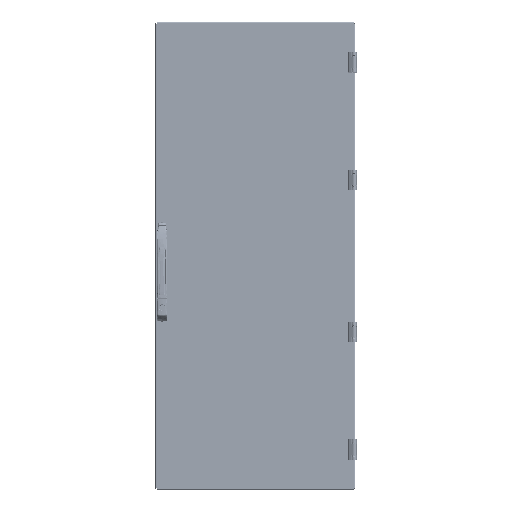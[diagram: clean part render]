
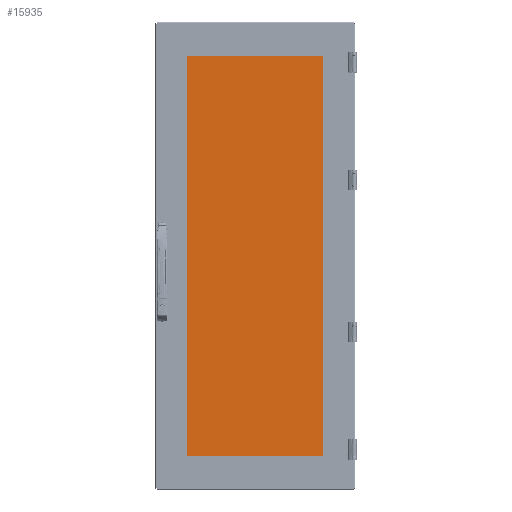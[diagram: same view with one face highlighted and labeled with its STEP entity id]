
A CAD part, top view. The second image highlights one B-rep face of the part: STEP entity #15935.
In plain terms, the highlighted planar face has unit normal (0, 0, 1).
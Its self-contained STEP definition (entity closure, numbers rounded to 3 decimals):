
#77 = ORIENTED_EDGE ( 'NONE', *, *, #77493, .T. ) ;
#1371 = ORIENTED_EDGE ( 'NONE', *, *, #64113, .T. ) ;
#3552 = EDGE_CURVE ( 'NONE', #73417, #22406, #51828, .T. ) ;
#6726 = CARTESIAN_POINT ( 'NONE',  ( 0., 0., 4. ) ) ;
#8629 = DIRECTION ( 'NONE',  ( 1., 0., 0. ) ) ;
#10121 = LINE ( 'NONE', #85524, #45070 ) ;
#11574 = ORIENTED_EDGE ( 'NONE', *, *, #76748, .T. ) ;
#15844 = LINE ( 'NONE', #35704, #18633 ) ;
#15935 = ADVANCED_FACE ( 'NONE', ( #48709 ), #41470, .F. ) ;
#18633 = VECTOR ( 'NONE', #8629, 1000. ) ;
#22406 = VERTEX_POINT ( 'NONE', #42983 ) ;
#24251 = CARTESIAN_POINT ( 'NONE',  ( 223.25, -611.05, 4. ) ) ;
#24291 = CARTESIAN_POINT ( 'NONE',  ( -223.25, 611.05, 4. ) ) ;
#30902 = DIRECTION ( 'NONE',  ( 0., -1., 0. ) ) ;
#34257 = DIRECTION ( 'NONE',  ( -1., 0., 0. ) ) ;
#35704 = CARTESIAN_POINT ( 'NONE',  ( -223.25, -611.05, 4. ) ) ;
#36332 = VECTOR ( 'NONE', #50222, 1000. ) ;
#38487 = ORIENTED_EDGE ( 'NONE', *, *, #3552, .T. ) ;
#41470 = PLANE ( 'NONE',  #77648 ) ;
#42983 = CARTESIAN_POINT ( 'NONE',  ( 223.25, 611.05, 4. ) ) ;
#43884 = VECTOR ( 'NONE', #71684, 1000. ) ;
#45070 = VECTOR ( 'NONE', #30902, 1000. ) ;
#48709 = FACE_OUTER_BOUND ( 'NONE', #49650, .T. ) ;
#49650 = EDGE_LOOP ( 'NONE', ( #38487, #11574, #77, #1371 ) ) ;
#50222 = DIRECTION ( 'NONE',  ( -1., 0., 0. ) ) ;
#51828 = LINE ( 'NONE', #24251, #43884 ) ;
#55118 = CARTESIAN_POINT ( 'NONE',  ( -223.25, -611.05, 4. ) ) ;
#56988 = LINE ( 'NONE', #84534, #36332 ) ;
#62238 = DIRECTION ( 'NONE',  ( 0., 0., -1. ) ) ;
#64113 = EDGE_CURVE ( 'NONE', #79732, #73417, #15844, .T. ) ;
#71684 = DIRECTION ( 'NONE',  ( 0., 1., 0. ) ) ;
#73417 = VERTEX_POINT ( 'NONE', #82974 ) ;
#76748 = EDGE_CURVE ( 'NONE', #22406, #85849, #56988, .T. ) ;
#77493 = EDGE_CURVE ( 'NONE', #85849, #79732, #10121, .T. ) ;
#77648 = AXIS2_PLACEMENT_3D ( 'NONE', #6726, #62238, #34257 ) ;
#79732 = VERTEX_POINT ( 'NONE', #55118 ) ;
#82974 = CARTESIAN_POINT ( 'NONE',  ( 223.25, -611.05, 4. ) ) ;
#84534 = CARTESIAN_POINT ( 'NONE',  ( -223.25, 611.05, 4. ) ) ;
#85524 = CARTESIAN_POINT ( 'NONE',  ( -223.25, -611.05, 4. ) ) ;
#85849 = VERTEX_POINT ( 'NONE', #24291 ) ;
